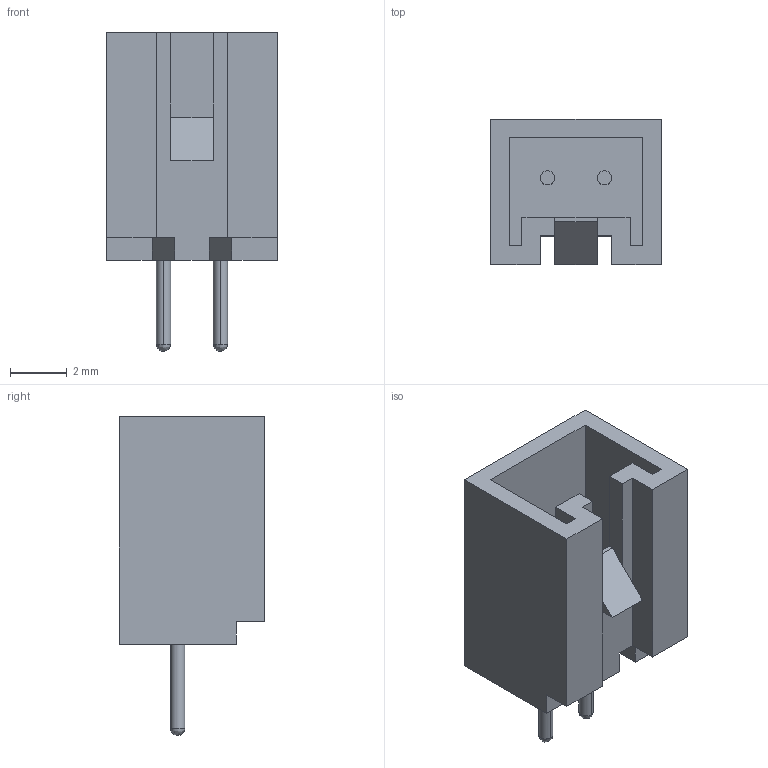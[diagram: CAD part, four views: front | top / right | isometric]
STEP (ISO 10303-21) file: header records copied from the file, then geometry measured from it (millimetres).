
FILE_DESCRIPTION (( 'STEP AP214' ), '1' );
FILE_NAME ('5AFB6F6F-42BC-4C99-985E-8A0132AFF16F.STEP', '2024-09-11T06:32:43', ( '' ), ( '' ), 'SwSTEP 2.0', 'SolidWorks 2022', '' );
FILE_SCHEMA (( 'AUTOMOTIVE_DESIGN' ));
Length unit declared in the file: millimetre
Products named in the file (1): 5AFB6F6F-42BC-4C99-985E-8A0132AFF16F
Bounding box: 6 x 5.1 x 11.2 mm (x, y, z)
Volume: 144.6 mm3; surface area: 366 mm2
Topology: 1 solids, 1 shells, 54 faces, 142 edges, 92 vertices
Faces by surface type: plane 44, cylinder 8, bspline 2
Entity records: 1710 total; most frequent: CARTESIAN_POINT 341, ORIENTED_EDGE 280, DIRECTION 264, EDGE_CURVE 140, VECTOR 122, LINE 122, VERTEX_POINT 92, AXIS2_PLACEMENT_3D 71
